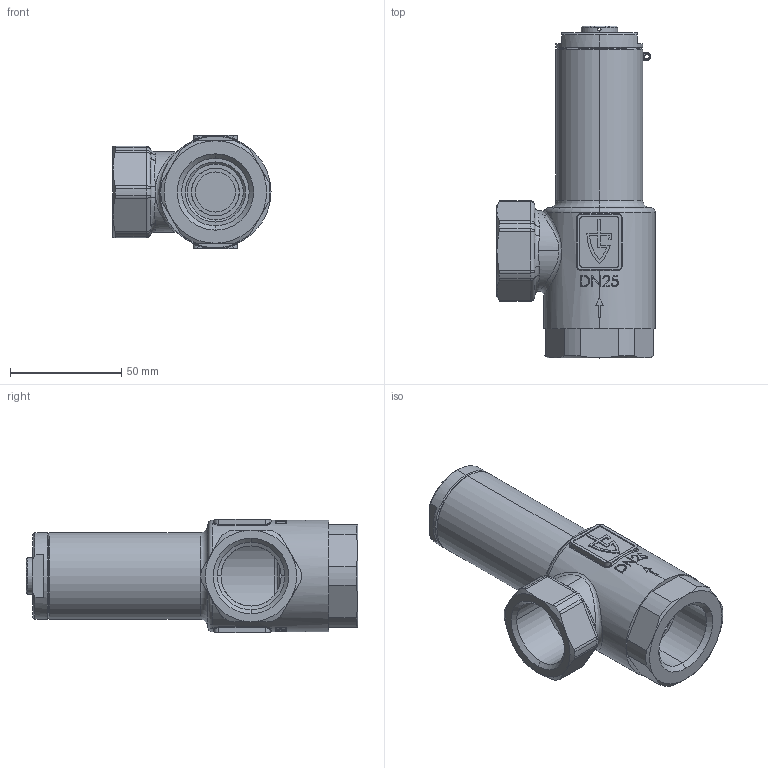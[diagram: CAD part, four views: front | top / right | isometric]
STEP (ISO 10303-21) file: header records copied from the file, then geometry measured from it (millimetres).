
FILE_DESCRIPTION (( 'STEP AP214' ), '1' );
FILE_NAME ('417 1 Dummy.STEP', '2011-08-11T06:54:37', ( 'Blankenhorn' ), ( '' ), 'SwSTEP 2.0', 'SolidWorks 2011', '' );
FILE_SCHEMA (( 'AUTOMOTIVE_DESIGN' ));
Length unit declared in the file: millimetre
Products named in the file (1): 417 1 Dummy
Bounding box: 71 x 149 x 51 mm (x, y, z)
Volume: 125305.2 mm3; surface area: 54398.3 mm2
Topology: 4 solids, 4 shells, 522 faces, 1315 edges, 826 vertices
Faces by surface type: plane 198, cylinder 144, bspline 78, cone 54, torus 48
Entity records: 26740 total; most frequent: CARTESIAN_POINT 8804, ORIENTED_EDGE 2630, DIRECTION 2424, EDGE_CURVE 1315, AXIS2_PLACEMENT_3D 924, VERTEX_POINT 826, VECTOR 576, LINE 576
